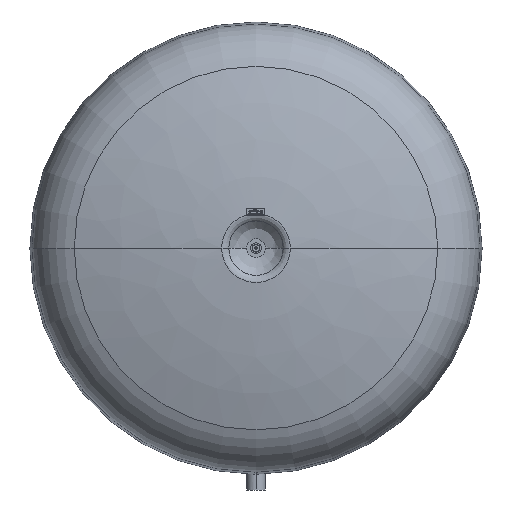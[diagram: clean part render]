
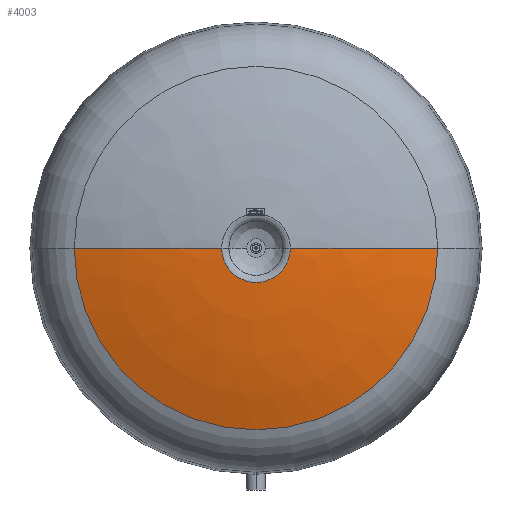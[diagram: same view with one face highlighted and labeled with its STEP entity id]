
A CAD part, front view. The second image highlights one B-rep face of the part: STEP entity #4003.
In plain terms, the highlighted free-form (B-spline) face has degree [2, 2] with [3, 9] control points.
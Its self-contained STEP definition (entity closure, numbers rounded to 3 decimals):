
#3905=CARTESIAN_POINT('',(48.,-193.,338.0));
#3906=VERTEX_POINT('',#3905);
#3921=CARTESIAN_POINT('',(-48.,-193.,338.0));
#3922=VERTEX_POINT('',#3921);
#3930=CARTESIAN_POINT('',(0.,-193.,338.0));
#3931=DIRECTION('',(0.0,-1.0,0.0));
#3932=DIRECTION('',(0.0,0.0,1.0));
#3933=AXIS2_PLACEMENT_3D('',#3930,#3931,#3932);
#3934=CIRCLE('',#3933,48.);
#3935=EDGE_CURVE('',#3922,#3906,#3934,.T.);
#3940=CARTESIAN_POINT('',(-254.,-155.0,338.));
#3941=CARTESIAN_POINT('',(-153.373,-186.866,338.0));
#3942=CARTESIAN_POINT('',(-48.,-193.0,338.0));
#3943=CARTESIAN_POINT('',(-254.,-155.0,592.));
#3944=CARTESIAN_POINT('',(-153.373,-186.866,491.373));
#3945=CARTESIAN_POINT('',(-48.,-193.,386.));
#3946=CARTESIAN_POINT('',(0.,-155.0,592.0));
#3947=CARTESIAN_POINT('',(0.,-186.866,491.373));
#3948=CARTESIAN_POINT('',(0.,-193.0,386.));
#3949=CARTESIAN_POINT('',(254.,-155.0,592.));
#3950=CARTESIAN_POINT('',(153.373,-186.866,491.373));
#3951=CARTESIAN_POINT('',(48.,-193.,386.));
#3952=CARTESIAN_POINT('',(254.,-155.0,338.));
#3953=CARTESIAN_POINT('',(153.373,-186.866,338.0));
#3954=CARTESIAN_POINT('',(48.,-193.0,338.0));
#3955=CARTESIAN_POINT('',(254.,-155.0,84.));
#3956=CARTESIAN_POINT('',(153.373,-186.866,184.627));
#3957=CARTESIAN_POINT('',(48.,-193.,290.));
#3958=CARTESIAN_POINT('',(0.,-155.0,84.));
#3959=CARTESIAN_POINT('',(0.,-186.866,184.627));
#3960=CARTESIAN_POINT('',(0.,-193.0,290.));
#3961=CARTESIAN_POINT('',(-254.,-155.0,84.));
#3962=CARTESIAN_POINT('',(-153.373,-186.866,184.627));
#3963=CARTESIAN_POINT('',(-48.,-193.,290.));
#3964=CARTESIAN_POINT('',(-254.,-155.0,338.));
#3965=CARTESIAN_POINT('',(-153.373,-186.866,338.0));
#3966=CARTESIAN_POINT('',(-48.,-193.0,338.0));
#3974=(BOUNDED_SURFACE()B_SPLINE_SURFACE(2,2,((#3940,#3943,#3946,#3949,#3952,#3955,#3958,#3961,#3964),(#3941,#3944,#3947,#3950,#3953,#3956,#3959,#3962,#3965),(#3942,#3945,#3948,#3951,#3954,#3957,#3960,#3963,#3966)),.UNSPECIFIED.,.F.,.T.,.U.)B_SPLINE_SURFACE_WITH_KNOTS((3,3),(3,2,2,2,3),(1.264,1.513),(0.0,1.571,3.142,4.712,6.283),.UNSPECIFIED.)GEOMETRIC_REPRESENTATION_ITEM()RATIONAL_B_SPLINE_SURFACE(((1.0,0.707,1.0,0.707,1.0,0.707,1.0,0.707,1.0),(0.992,0.702,0.992,0.702,0.992,0.702,0.992,0.702,0.992),(1.0,0.707,1.0,0.707,1.0,0.707,1.0,0.707,1.0)))REPRESENTATION_ITEM('')SURFACE());
#3975=CARTESIAN_POINT('',(254.,-155.,338.0));
#3976=VERTEX_POINT('',#3975);
#3977=CARTESIAN_POINT('',(-1.106,650.572,338.0));
#3978=DIRECTION('',(0.0,0.0,1.0));
#3979=DIRECTION('',(1.0,0.0,0.0));
#3980=AXIS2_PLACEMENT_3D('',#3977,#3978,#3979);
#3981=CIRCLE('',#3980,845.0);
#3982=EDGE_CURVE('',#3906,#3976,#3981,.T.);
#3983=ORIENTED_EDGE('',*,*,#3982,.F.);
#3984=ORIENTED_EDGE('',*,*,#3935,.F.);
#3985=CARTESIAN_POINT('',(-254.,-155.,338.0));
#3986=VERTEX_POINT('',#3985);
#3987=CARTESIAN_POINT('',(1.106,650.572,338.0));
#3988=DIRECTION('',(0.0,0.0,-1.0));
#3989=DIRECTION('',(-1.0,0.0,0.0));
#3990=AXIS2_PLACEMENT_3D('',#3987,#3988,#3989);
#3991=CIRCLE('',#3990,845.0);
#3992=EDGE_CURVE('',#3922,#3986,#3991,.T.);
#3993=ORIENTED_EDGE('',*,*,#3992,.T.);
#3994=CARTESIAN_POINT('',(0.,-155.,338.0));
#3995=DIRECTION('',(0.0,-1.0,0.0));
#3996=DIRECTION('',(0.0,0.0,1.0));
#3997=AXIS2_PLACEMENT_3D('',#3994,#3995,#3996);
#3998=CIRCLE('',#3997,254.);
#3999=EDGE_CURVE('',#3986,#3976,#3998,.T.);
#4000=ORIENTED_EDGE('',*,*,#3999,.T.);
#4001=EDGE_LOOP('',(#3983,#3984,#3993,#4000));
#4002=FACE_OUTER_BOUND('',#4001,.T.);
#4003=ADVANCED_FACE('',(#4002),#3974,.T.);
